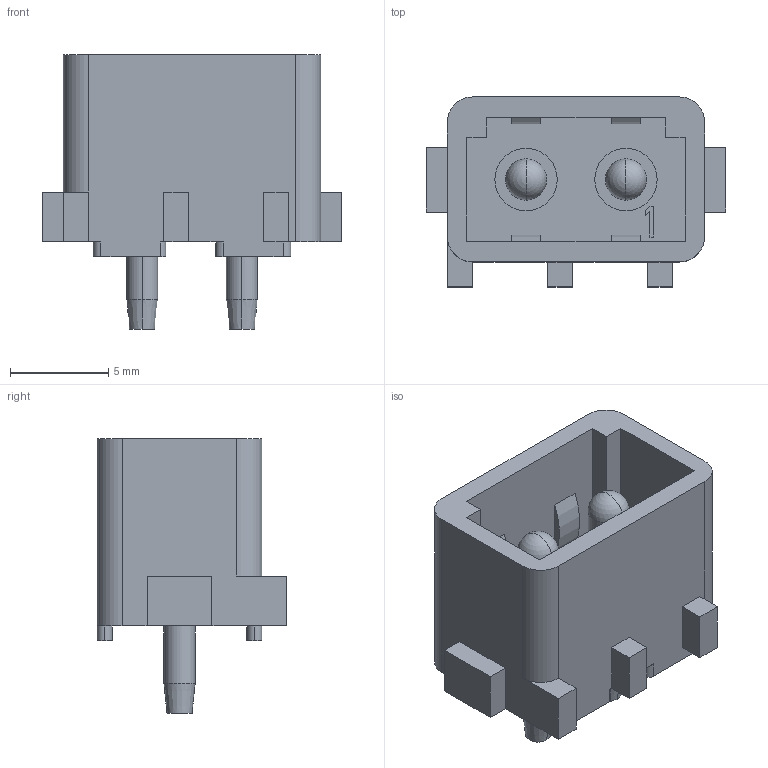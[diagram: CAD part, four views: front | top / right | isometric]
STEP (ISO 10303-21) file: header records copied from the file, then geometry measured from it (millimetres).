
FILE_DESCRIPTION(('STEP AP242'),'1');
FILE_NAME('1586512-2.stp','2023-04-06T00:47:09',('TraceParts'),('TraceParts S.A.'),'Spatial InterOp 3D',' ',' ');
FILE_SCHEMA(('AP242_MANAGED_MODEL_BASED_3D_ENGINEERING_MIM_LF {1 0 10303 442 1 1 4}'));
Length unit declared in the file: millimetre
Products named in the file (1): 1586512-2
Bounding box: 15.24 x 9.65 x 13.97 mm (x, y, z)
Volume: 605.7 mm3; surface area: 1099.1 mm2
Topology: 1 solids, 1 shells, 120 faces, 302 edges, 194 vertices
Faces by surface type: plane 64, cylinder 44, cone 4, bspline 4, sphere 4
Entity records: 3677 total; most frequent: CARTESIAN_POINT 721, DIRECTION 632, ORIENTED_EDGE 596, EDGE_CURVE 298, AXIS2_PLACEMENT_3D 217, LINE 198, VECTOR 198, VERTEX_POINT 194
